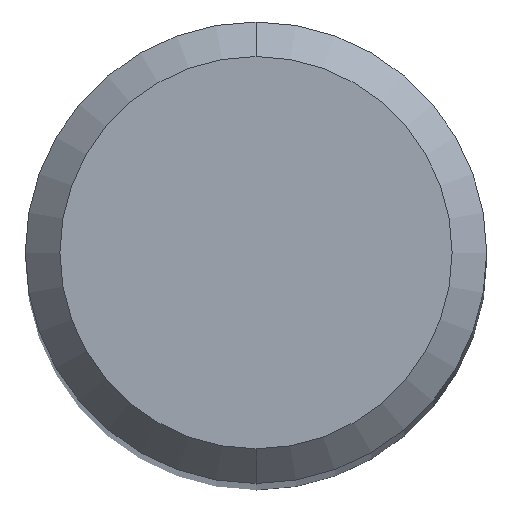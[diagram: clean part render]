
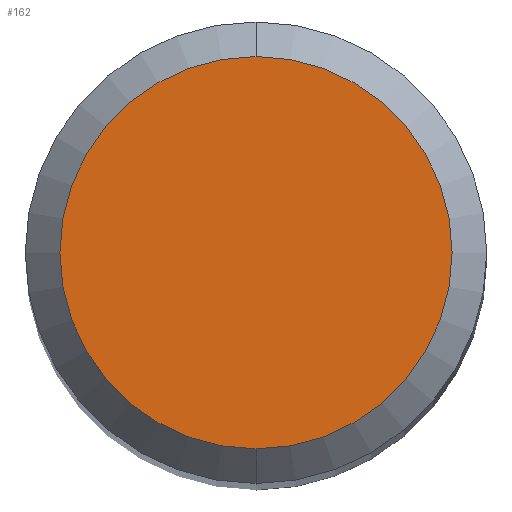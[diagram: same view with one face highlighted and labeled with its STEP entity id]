
A CAD part, top view. The second image highlights one B-rep face of the part: STEP entity #162.
In plain terms, the highlighted planar face has unit normal (0, 0, 1).
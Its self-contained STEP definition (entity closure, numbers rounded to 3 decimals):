
#116=VERTEX_POINT('',#282);
#162=ADVANCED_FACE('',(#334),#335,.T.);
#168=EDGE_CURVE('',#116,#172,#341,.T.);
#172=VERTEX_POINT('',#345);
#192=EDGE_CURVE('',#172,#116,#366,.T.);
#282=CARTESIAN_POINT('',(0.,-1.7,0.0));
#334=FACE_OUTER_BOUND('',#525,.T.);
#335=PLANE('',#526);
#341=CIRCLE('',#537,1.7);
#345=CARTESIAN_POINT('',(0.0,1.7,0.0));
#366=CIRCLE('',#571,1.7);
#525=EDGE_LOOP('',(#742,#743));
#526=AXIS2_PLACEMENT_3D('',#744,#745,#746);
#537=AXIS2_PLACEMENT_3D('',#749,#750,#751);
#571=AXIS2_PLACEMENT_3D('',#772,#773,#774);
#742=ORIENTED_EDGE('',*,*,#192,.F.);
#743=ORIENTED_EDGE('',*,*,#168,.F.);
#744=CARTESIAN_POINT('',(0.0,0.85,0.0));
#745=DIRECTION('',(-0.0,0.0,1.0));
#746=DIRECTION('',(0.0,-1.0,0.0));
#749=CARTESIAN_POINT('',(0.0,0.0,0.0));
#750=DIRECTION('',(0.0,0.0,-1.0));
#751=DIRECTION('',(0.0,1.0,0.0));
#772=CARTESIAN_POINT('',(0.0,0.0,0.0));
#773=DIRECTION('',(0.0,0.0,-1.0));
#774=DIRECTION('',(0.0,1.0,0.0));
